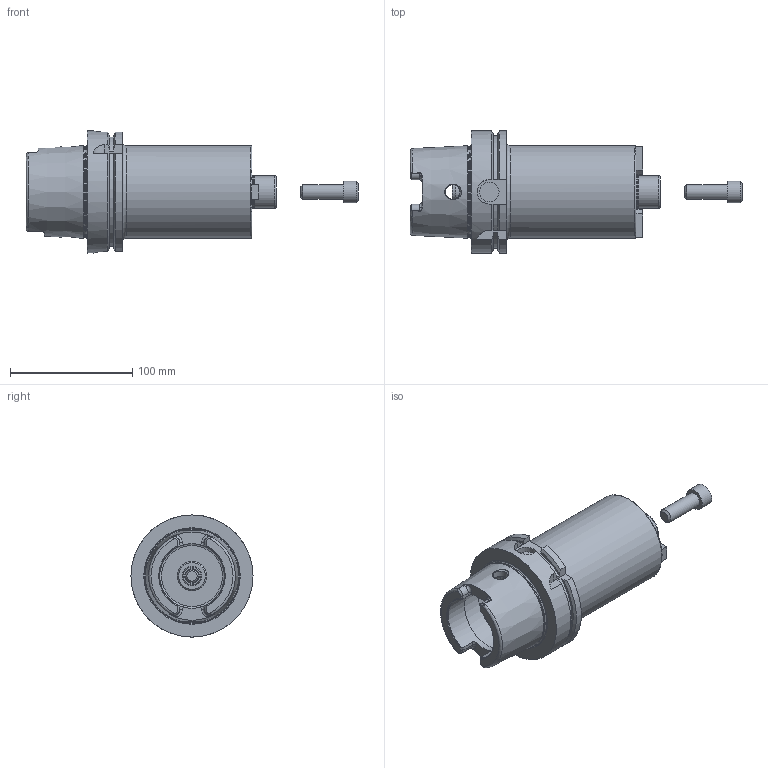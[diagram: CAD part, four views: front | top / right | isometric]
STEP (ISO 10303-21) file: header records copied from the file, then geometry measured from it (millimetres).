
FILE_DESCRIPTION((''),'2;1');
FILE_NAME('535017727135-3D.stp','2020-05-05T13:54:37',('nttooll'),(''),'Autodesk Inventor 2012','Autodesk Inventor 2012','');
FILE_SCHEMA(('AUTOMOTIVE_DESIGN { 1 0 10303 214 1 1 1 1 }'));
Length unit declared in the file: millimetre
Products named in the file (1): 535017727135-3D
Bounding box: 272 x 100 x 100 mm (x, y, z)
Volume: 746929 mm3; surface area: 88280.6 mm2
Topology: 2 solids, 2 shells, 169 faces, 425 edges, 270 vertices
Faces by surface type: plane 70, cylinder 49, cone 32, torus 18
Full cylindrical faces by diameter (mm): 3.5 x3, 5.3 x3, 10.5 x1, 11.547 x1, 12 x5, 12.5 x1, 15.3 x1, 16 x2, 18 x1, 24 x1, 26.6 x1, 27 x1, 53 x1, 53.8 x1, 63 x1, 75.3 x1, 76 x1, 100 x1
Entity records: 5237 total; most frequent: CARTESIAN_POINT 1505, DIRECTION 771, ORIENTED_EDGE 708, EDGE_CURVE 354, AXIS2_PLACEMENT_3D 317, VERTEX_POINT 251, EDGE_LOOP 243, FACE_OUTER_BOUND 169
